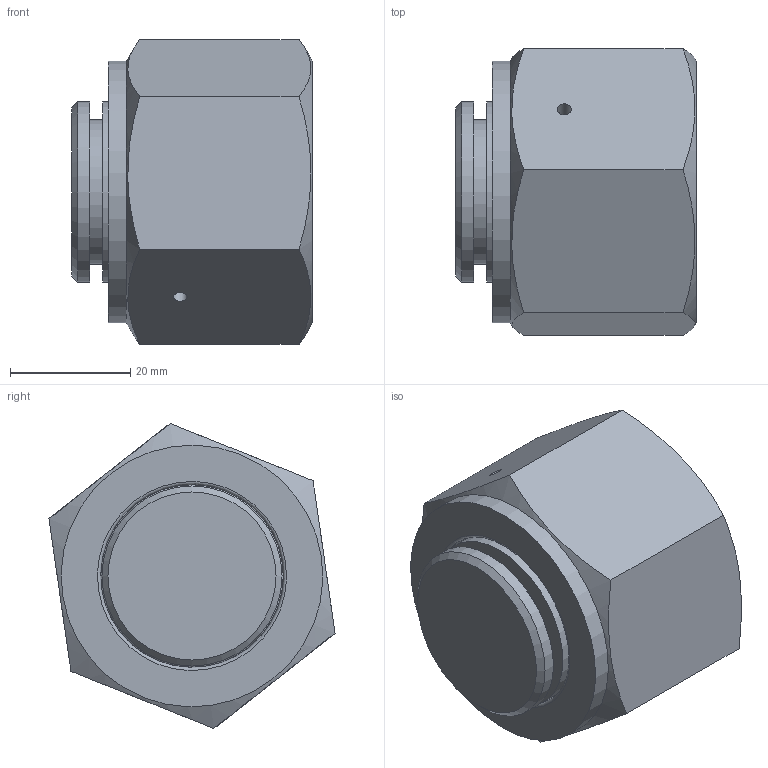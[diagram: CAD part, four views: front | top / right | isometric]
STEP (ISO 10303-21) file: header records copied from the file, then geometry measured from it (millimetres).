
FILE_DESCRIPTION(/* description */ (''),/* implementation_level */ '2;1');
FILE_NAME(/* name */ 'SM16CP.stp',/* time_stamp */ '2025-03-10T14:21:18+09:00',/* author */ ('user'),/* organization */ (''),/* preprocessor_version */ 'ST-DEVELOPER v20',/* originating_system */ 'Autodesk Inventor 2022',/* authorisation */ '');
FILE_SCHEMA (('AUTOMOTIVE_DESIGN { 1 0 10303 214 3 1 1 }'));
Length unit declared in the file: millimetre
Products named in the file (3): SM16CP; CP-16; SM16FN
Assembly tree (2 placements, depth 2):
  SM16CP
    CP-16
    SM16FN
Bounding box: 40.12 x 47.66 x 50.8 mm (x, y, z)
Volume: 35406.9 mm3; surface area: 14754.1 mm2
Topology: 2 solids, 2 shells, 47 faces, 106 edges, 68 vertices
Faces by surface type: plane 16, cylinder 13, cone 10, torus 8
Full cylindrical faces by diameter (mm): 2.3 x2, 24 x1, 27.2 x1, 30 x2, 30.5 x1, 34.2 x1, 35.7 x1, 35.9 x1, 36.728 x1, 39.3 x1, 43.6 x1
Entity records: 1499 total; most frequent: CARTESIAN_POINT 320, DIRECTION 250, ORIENTED_EDGE 212, AXIS2_PLACEMENT_3D 110, EDGE_CURVE 106, VERTEX_POINT 68, EDGE_LOOP 58, CIRCLE 58
